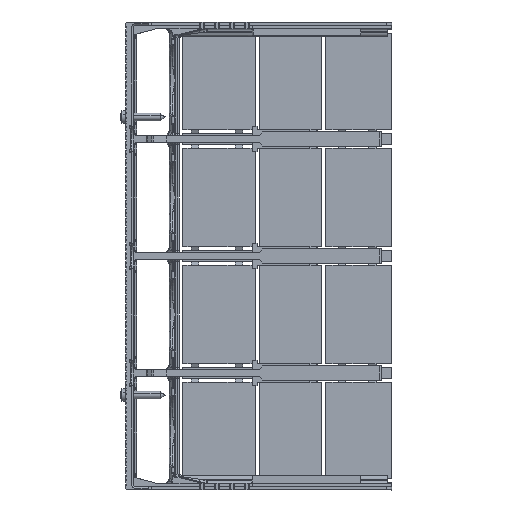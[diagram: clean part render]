
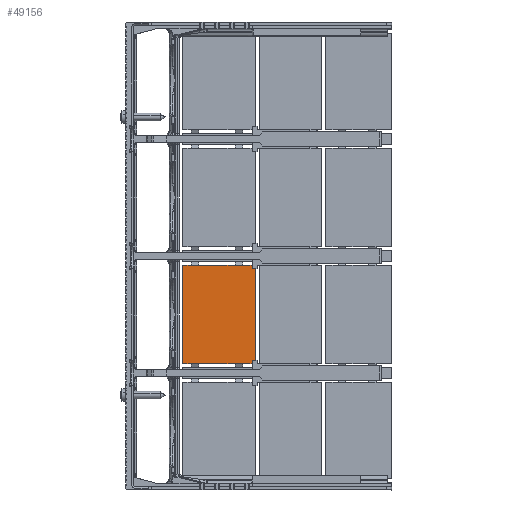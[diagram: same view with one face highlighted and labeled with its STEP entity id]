
A CAD part, left-side view. The second image highlights one B-rep face of the part: STEP entity #49156.
In plain terms, the highlighted planar face has unit normal (-1, 0, 0).
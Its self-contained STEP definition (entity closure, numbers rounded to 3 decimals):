
#6621=DIRECTION('',(0.,-1.,0.));
#6622=VECTOR('',#6621,3.);
#6623=CARTESIAN_POINT('',(141.,28.951,-112.55));
#6624=LINE('',#6623,#6622);
#6629=DIRECTION('',(0.,0.,-1.));
#6630=VECTOR('',#6629,39.1);
#6631=CARTESIAN_POINT('',(141.,49.7,-73.45));
#6632=LINE('',#6631,#6630);
#6641=DIRECTION('',(0.,-1.,0.));
#6642=VECTOR('',#6641,3.25);
#6643=CARTESIAN_POINT('',(141.,49.701,-112.55));
#6644=LINE('',#6643,#6642);
#6665=DIRECTION('',(0.,-1.,0.));
#6666=VECTOR('',#6665,3.);
#6667=CARTESIAN_POINT('',(141.,46.451,-112.55));
#6668=LINE('',#6667,#6666);
#6685=DIRECTION('',(0.,-1.,0.));
#6686=VECTOR('',#6685,14.5);
#6687=CARTESIAN_POINT('',(141.,43.451,-112.55));
#6688=LINE('',#6687,#6686);
#6737=DIRECTION('',(0.,1.,0.));
#6738=VECTOR('',#6737,3.);
#6739=CARTESIAN_POINT('',(141.,25.95,-73.45));
#6740=LINE('',#6739,#6738);
#6753=DIRECTION('',(0.,1.,0.));
#6754=VECTOR('',#6753,14.5);
#6755=CARTESIAN_POINT('',(141.,28.95,-73.45));
#6756=LINE('',#6755,#6754);
#6777=DIRECTION('',(0.,1.,0.));
#6778=VECTOR('',#6777,3.);
#6779=CARTESIAN_POINT('',(141.,43.45,-73.45));
#6780=LINE('',#6779,#6778);
#6801=DIRECTION('',(0.,1.,0.));
#6802=VECTOR('',#6801,3.25);
#6803=CARTESIAN_POINT('',(141.,46.45,-73.45));
#6804=LINE('',#6803,#6802);
#31039=DIRECTION('',(0.,1.,0.));
#31040=VECTOR('',#31039,5.);
#31041=CARTESIAN_POINT('',(141.,20.95,
-73.45));
#31042=LINE('',#31041,#31040);
#31047=DIRECTION('',(0.,0.,1.));
#31048=VECTOR('',#31047,39.1);
#31049=CARTESIAN_POINT('',(141.,20.951,
-112.55));
#31050=LINE('',#31049,#31048);
#31063=DIRECTION('',(0.,-1.,0.));
#31064=VECTOR('',#31063,5.);
#31065=CARTESIAN_POINT('',(141.,25.951,
-112.55));
#31066=LINE('',#31065,#31064);
#38136=CARTESIAN_POINT('',(141.,46.451,
-112.55));
#38137=CARTESIAN_POINT('',(141.,43.451,
-112.55));
#38138=VERTEX_POINT('',#38136);
#38139=VERTEX_POINT('',#38137);
#38140=CARTESIAN_POINT('',(141.,49.701,
-112.55));
#38141=VERTEX_POINT('',#38140);
#38142=CARTESIAN_POINT('',(141.,28.951,
-112.55));
#38143=VERTEX_POINT('',#38142);
#38144=CARTESIAN_POINT('',(141.,25.951,
-112.55));
#38145=CARTESIAN_POINT('',(141.,20.951,
-112.55));
#38146=VERTEX_POINT('',#38144);
#38147=VERTEX_POINT('',#38145);
#38148=CARTESIAN_POINT('',(141.,49.7,
-73.45));
#38149=VERTEX_POINT('',#38148);
#38150=CARTESIAN_POINT('',(141.,20.95,
-73.45));
#38151=CARTESIAN_POINT('',(141.,25.95,
-73.45));
#38152=VERTEX_POINT('',#38150);
#38153=VERTEX_POINT('',#38151);
#38154=CARTESIAN_POINT('',(141.,28.95,
-73.45));
#38155=CARTESIAN_POINT('',(141.,43.45,
-73.45));
#38156=VERTEX_POINT('',#38154);
#38157=VERTEX_POINT('',#38155);
#38158=CARTESIAN_POINT('',(141.,46.45,
-73.45));
#38159=VERTEX_POINT('',#38158);
#49126=CARTESIAN_POINT('',(141.,35.325,
-93.));
#49127=DIRECTION('',(1.,0.,0.));
#49128=DIRECTION('',(0.,0.,1.));
#49129=AXIS2_PLACEMENT_3D('',#49126,#49127,#49128);
#49130=PLANE('',#49129);
#49132=ORIENTED_EDGE('',*,*,#49131,.F.);
#49134=ORIENTED_EDGE('',*,*,#49133,.F.);
#49136=ORIENTED_EDGE('',*,*,#49135,.F.);
#49138=ORIENTED_EDGE('',*,*,#49137,.F.);
#49140=ORIENTED_EDGE('',*,*,#49139,.F.);
#49142=ORIENTED_EDGE('',*,*,#49141,.F.);
#49144=ORIENTED_EDGE('',*,*,#49143,.F.);
#49146=ORIENTED_EDGE('',*,*,#49145,.F.);
#49147=ORIENTED_EDGE('',*,*,#49116,.F.);
#49149=ORIENTED_EDGE('',*,*,#49148,.F.);
#49151=ORIENTED_EDGE('',*,*,#49150,.F.);
#49153=ORIENTED_EDGE('',*,*,#49152,.F.);
#49154=EDGE_LOOP('',(#49132,#49134,#49136,#49138,#49140,#49142,#49144,#49146,
#49147,#49149,#49151,#49153));
#49155=FACE_OUTER_BOUND('',#49154,.F.);
#49116=EDGE_CURVE('',#38143,#38146,#6624,.T.);
#49131=EDGE_CURVE('',#38149,#38141,#6632,.T.);
#49133=EDGE_CURVE('',#38159,#38149,#6804,.T.);
#49135=EDGE_CURVE('',#38157,#38159,#6780,.T.);
#49137=EDGE_CURVE('',#38156,#38157,#6756,.T.);
#49139=EDGE_CURVE('',#38153,#38156,#6740,.T.);
#49141=EDGE_CURVE('',#38152,#38153,#31042,.T.);
#49143=EDGE_CURVE('',#38147,#38152,#31050,.T.);
#49145=EDGE_CURVE('',#38146,#38147,#31066,.T.);
#49148=EDGE_CURVE('',#38139,#38143,#6688,.T.);
#49150=EDGE_CURVE('',#38138,#38139,#6668,.T.);
#49152=EDGE_CURVE('',#38141,#38138,#6644,.T.);
#49156=ADVANCED_FACE('',(#49155),#49130,.F.);
